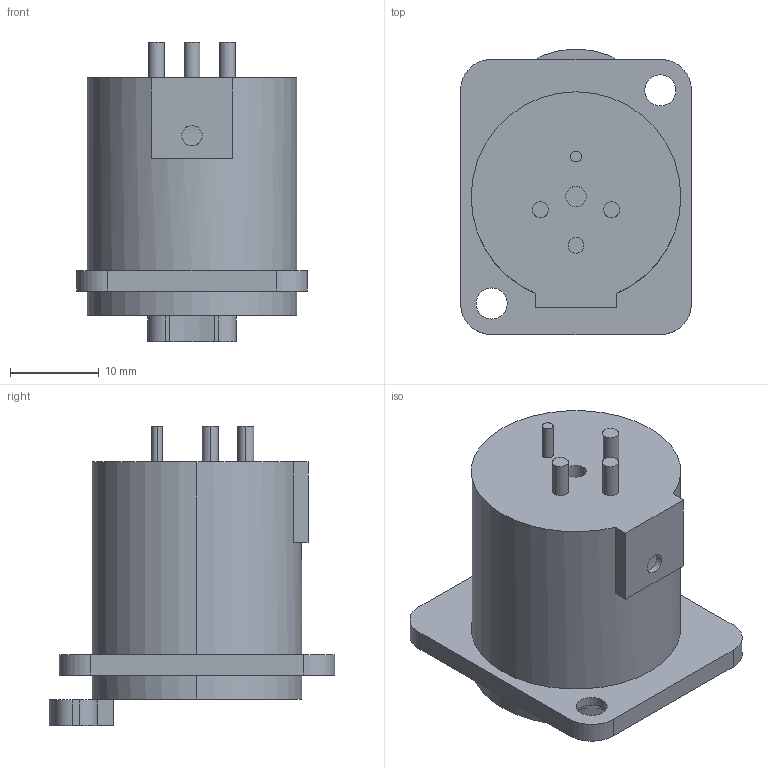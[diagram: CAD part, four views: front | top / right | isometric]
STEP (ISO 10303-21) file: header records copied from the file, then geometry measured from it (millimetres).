
FILE_DESCRIPTION((''),'2;1');
FILE_NAME('D-NC3FD-V','2014-01-23T',('odo'),(''),'PRO/ENGINEER BY PARAMETRIC TECHNOLOGY CORPORATION, 2011310','PRO/ENGINEER BY PARAMETRIC TECHNOLOGY CORPORATION, 2011310','');
FILE_SCHEMA(('AUTOMOTIVE_DESIGN_CC2 { 1 2 10303 214 -1 1 5 2 }'));
Length unit declared in the file: millimetre
Products named in the file (1): D-NC3FD-V
Bounding box: 26 x 32.12 x 33.7 mm (x, y, z)
Volume: 11217.5 mm3; surface area: 5751.9 mm2
Topology: 1 solids, 1 shells, 96 faces, 242 edges, 160 vertices
Faces by surface type: plane 48, cylinder 44, cone 4
Entity records: 3904 total; most frequent: DIRECTION 532, CARTESIAN_POINT 526, ORIENTED_EDGE 484, PRESENTATION_STYLE_ASSIGNMENT 243, STYLED_ITEM 243, CURVE_STYLE 242, EDGE_CURVE 242, COLOUR_RGB 209
